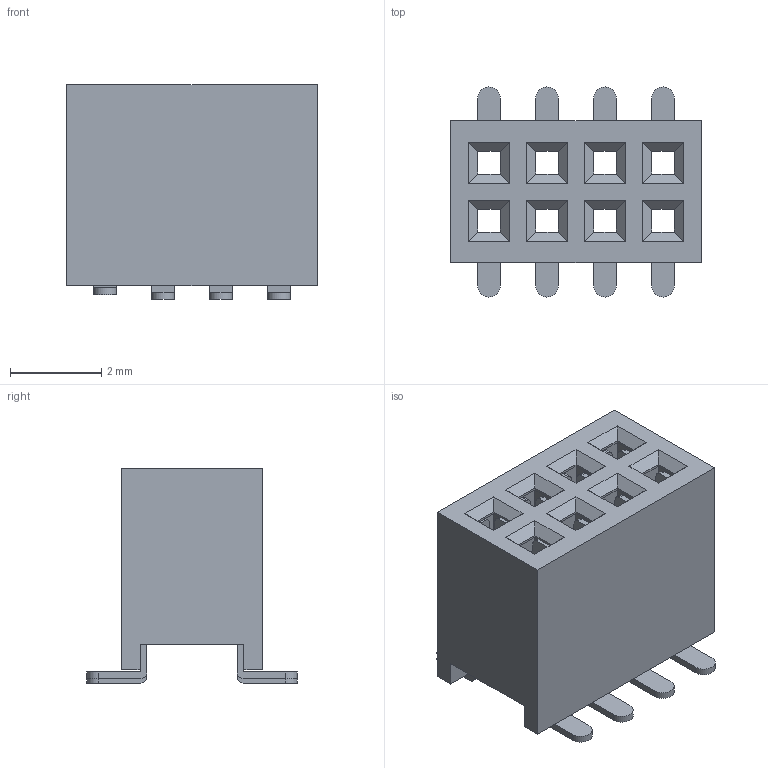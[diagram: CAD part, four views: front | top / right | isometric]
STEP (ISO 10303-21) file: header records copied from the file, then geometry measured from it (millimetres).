
FILE_DESCRIPTION(/* description */ ('Unknown'),/* implementation_level */ '2;1');
FILE_NAME(/* name */ '62300821021',/* time_stamp */ '2023-03-02T09:31:51+01:00',/* author */ ('Unknown'),/* organization */ ('Unknown'),/* preprocessor_version */ 'ST-DEVELOPER v16.7',/* originating_system */ 'Solid Edge',/* authorisation */ 'Unknown');
FILE_SCHEMA (('CONFIG_CONTROL_DESIGN'));
Length unit declared in the file: millimetre
Products named in the file (3): 6230xx21021; 623x0821021_Housing; 623xxx21021_Pin
Assembly tree (9 placements, depth 2):
  6230xx21021
    623x0821021_Housing
    623xxx21021_Pin  x8
Bounding box: 5.48 x 4.6 x 4.7 mm (x, y, z)
Volume: 47.5 mm3; surface area: 378.1 mm2
Topology: 9 solids, 9 shells, 602 faces, 1624 edges, 1040 vertices
Faces by surface type: plane 370, cylinder 216, bspline 16
Entity records: 5294 total; most frequent: CARTESIAN_POINT 948, ORIENTED_EDGE 896, DIRECTION 846, EDGE_CURVE 448, LINE 386, VECTOR 386, VERTEX_POINT 284, AXIS2_PLACEMENT_3D 230
